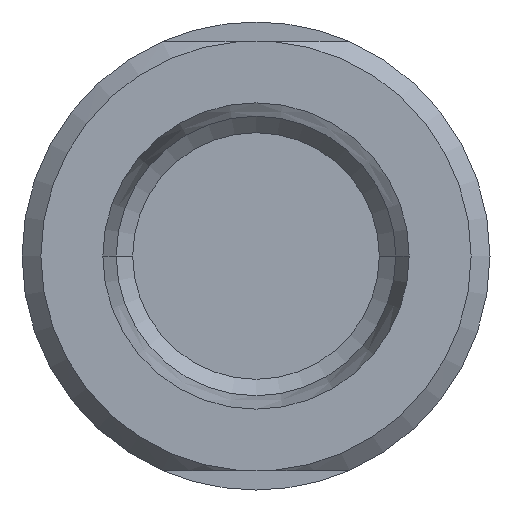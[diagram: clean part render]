
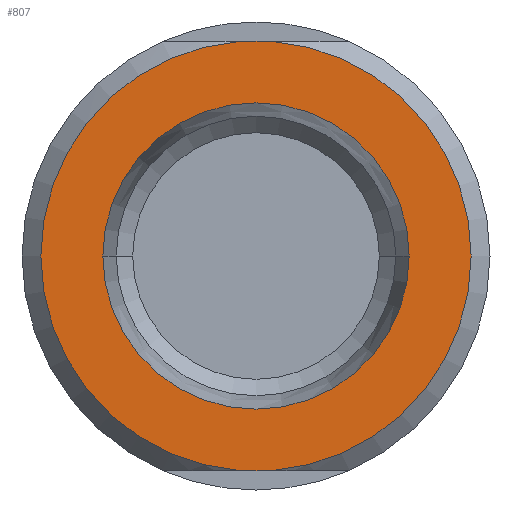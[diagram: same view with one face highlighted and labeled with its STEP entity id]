
A CAD part, left-side view. The second image highlights one B-rep face of the part: STEP entity #807.
In plain terms, the highlighted planar face has unit normal (-1, 0, 0).
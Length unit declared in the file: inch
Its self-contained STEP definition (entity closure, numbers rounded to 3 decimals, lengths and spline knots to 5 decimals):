
#115=CARTESIAN_POINT('',(0.,0.,0.));
#116=DIRECTION('',(-1.,0.,0.));
#117=DIRECTION('',(0.,1.,0.));
#118=AXIS2_PLACEMENT_3D('',#115,#116,#117);
#124=CARTESIAN_POINT('',(0.,0.,0.));
#125=DIRECTION('',(-1.,0.,0.));
#126=DIRECTION('',(0.,-1.,0.));
#127=AXIS2_PLACEMENT_3D('',#124,#125,#126);
#132=DIRECTION('',(0.,1.,0.));
#133=VECTOR('',#132,0.05227);
#134=CARTESIAN_POINT('',(0.,-0.02613,0.341));
#135=LINE('',#134,#133);
#139=CARTESIAN_POINT('',(0.,0.,0.));
#140=DIRECTION('',(1.,0.,0.));
#141=DIRECTION('',(0.,-0.076,0.997));
#142=AXIS2_PLACEMENT_3D('',#139,#140,#141);
#147=DIRECTION('',(0.,1.,0.));
#148=VECTOR('',#147,0.05227);
#149=CARTESIAN_POINT('',(0.,-0.02613,-0.341));
#150=LINE('',#149,#148);
#154=CARTESIAN_POINT('',(0.,0.,0.));
#155=DIRECTION('',(1.,0.,0.));
#156=DIRECTION('',(0.,0.076,-0.997));
#157=AXIS2_PLACEMENT_3D('',#154,#155,#156);
#706=CARTESIAN_POINT('',(0.,0.2435,0.));
#707=CARTESIAN_POINT('',(0.,-0.2435,0.));
#708=VERTEX_POINT('',#706);
#709=VERTEX_POINT('',#707);
#710=CARTESIAN_POINT('',(0.,-0.02613,0.341));
#711=CARTESIAN_POINT('',(0.,0.02613,0.341));
#712=VERTEX_POINT('',#710);
#713=VERTEX_POINT('',#711);
#714=CARTESIAN_POINT('',(0.,-0.02613,-0.341));
#715=CARTESIAN_POINT('',(0.,0.02613,-0.341));
#716=VERTEX_POINT('',#714);
#717=VERTEX_POINT('',#715);
#786=CARTESIAN_POINT('',(0.,0.,0.));
#787=DIRECTION('',(1.,0.,0.));
#788=DIRECTION('',(0.,0.,-1.));
#789=AXIS2_PLACEMENT_3D('',#786,#787,#788);
#790=PLANE('',#789);
#792=ORIENTED_EDGE('',*,*,#791,.F.);
#794=ORIENTED_EDGE('',*,*,#793,.T.);
#796=ORIENTED_EDGE('',*,*,#795,.T.);
#798=ORIENTED_EDGE('',*,*,#797,.T.);
#799=EDGE_LOOP('',(#792,#794,#796,#798));
#800=FACE_OUTER_BOUND('',#799,.F.);
#802=ORIENTED_EDGE('',*,*,#801,.T.);
#804=ORIENTED_EDGE('',*,*,#803,.T.);
#805=EDGE_LOOP('',(#802,#804));
#806=FACE_BOUND('',#805,.F.);
#119=CIRCLE('',#118,0.2435);
#128=CIRCLE('',#127,0.2435);
#143=CIRCLE('',#142,0.342);
#158=CIRCLE('',#157,0.342);
#791=EDGE_CURVE('',#712,#713,#135,.T.);
#793=EDGE_CURVE('',#712,#716,#143,.T.);
#795=EDGE_CURVE('',#716,#717,#150,.T.);
#797=EDGE_CURVE('',#717,#713,#158,.T.);
#801=EDGE_CURVE('',#708,#709,#119,.T.);
#803=EDGE_CURVE('',#709,#708,#128,.T.);
#807=ADVANCED_FACE('',(#800,#806),#790,.F.);
